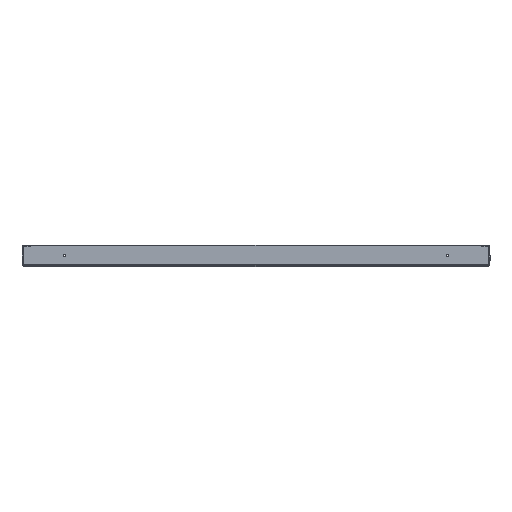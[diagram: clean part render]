
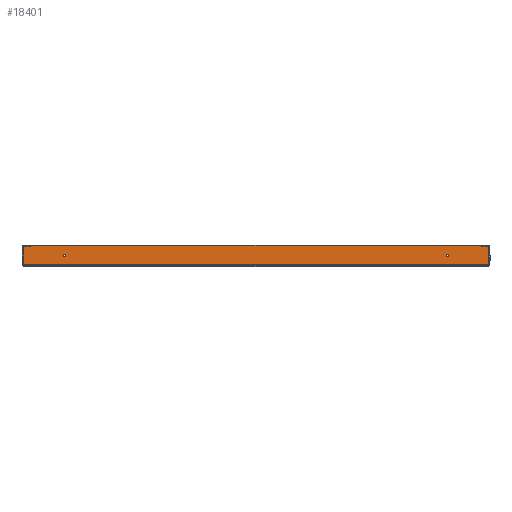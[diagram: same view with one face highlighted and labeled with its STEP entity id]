
A CAD part, front view. The second image highlights one B-rep face of the part: STEP entity #18401.
In plain terms, the highlighted planar face has unit normal (0, -1, 0).
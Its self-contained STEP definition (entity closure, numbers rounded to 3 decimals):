
#341 = DIRECTION ( 'NONE',  ( 0., 1., 0. ) ) ;
#501 = DIRECTION ( 'NONE',  ( 0., 1., 0. ) ) ;
#821 = AXIS2_PLACEMENT_3D ( 'NONE', #16126, #341, #14595 ) ;
#1488 = CARTESIAN_POINT ( 'NONE',  ( 546.929, -900., 3. ) ) ;
#1507 = AXIS2_PLACEMENT_3D ( 'NONE', #17584, #10870, #19039 ) ;
#1537 = AXIS2_PLACEMENT_3D ( 'NONE', #18835, #12532, #4841 ) ;
#1723 = CARTESIAN_POINT ( 'NONE',  ( 450., -900., 23.5 ) ) ;
#1881 = VERTEX_POINT ( 'NONE', #15841 ) ;
#1995 = CARTESIAN_POINT ( 'NONE',  ( -545.929, -900., 47. ) ) ;
#2022 = LINE ( 'NONE', #2130, #4703 ) ;
#2045 = CARTESIAN_POINT ( 'NONE',  ( -545.929, -900., 46. ) ) ;
#2130 = CARTESIAN_POINT ( 'NONE',  ( 0., -900., 47. ) ) ;
#2343 = EDGE_CURVE ( 'NONE', #1881, #13081, #10926, .T. ) ;
#2401 = ORIENTED_EDGE ( 'NONE', *, *, #15096, .T. ) ;
#2657 = ORIENTED_EDGE ( 'NONE', *, *, #12563, .T. ) ;
#2825 = CIRCLE ( 'NONE', #821, 3. ) ;
#3575 = CARTESIAN_POINT ( 'NONE',  ( 450., -900., 20.5 ) ) ;
#3945 = DIRECTION ( 'NONE',  ( 0., 0., 1. ) ) ;
#4129 = VECTOR ( 'NONE', #19475, 1000. ) ;
#4504 = VECTOR ( 'NONE', #12658, 1000. ) ;
#4703 = VECTOR ( 'NONE', #8481, 1000. ) ;
#4841 = DIRECTION ( 'NONE',  ( 0., 0., 1. ) ) ;
#4858 = DIRECTION ( 'NONE',  ( 0., 1., 0. ) ) ;
#4917 = EDGE_LOOP ( 'NONE', ( #2401, #19216 ) ) ;
#5005 = CARTESIAN_POINT ( 'NONE',  ( 546.929, -900., 0. ) ) ;
#5413 = FACE_OUTER_BOUND ( 'NONE', #19091, .T. ) ;
#5528 = VERTEX_POINT ( 'NONE', #1488 ) ;
#5943 = CARTESIAN_POINT ( 'NONE',  ( 546.929, -900., 46. ) ) ;
#6040 = VERTEX_POINT ( 'NONE', #7776 ) ;
#6439 = DIRECTION ( 'NONE',  ( 0., -1., 0. ) ) ;
#6605 = ORIENTED_EDGE ( 'NONE', *, *, #2343, .T. ) ;
#6835 = CARTESIAN_POINT ( 'NONE',  ( -550., -900., 3. ) ) ;
#7509 = CARTESIAN_POINT ( 'NONE',  ( -546.929, -900., 3. ) ) ;
#7776 = CARTESIAN_POINT ( 'NONE',  ( -546.929, -900., 46. ) ) ;
#8170 = CIRCLE ( 'NONE', #10150, 3. ) ;
#8197 = LINE ( 'NONE', #11306, #4504 ) ;
#8323 = EDGE_CURVE ( 'NONE', #14564, #17966, #14837, .T. ) ;
#8415 = CARTESIAN_POINT ( 'NONE',  ( 0., -900., 0. ) ) ;
#8481 = DIRECTION ( 'NONE',  ( -1., 0., 0. ) ) ;
#9126 = CIRCLE ( 'NONE', #18699, 1. ) ;
#9489 = CARTESIAN_POINT ( 'NONE',  ( -450., -900., 20.5 ) ) ;
#9503 = VERTEX_POINT ( 'NONE', #3575 ) ;
#9728 = EDGE_CURVE ( 'NONE', #5528, #14564, #17325, .T. ) ;
#9831 = ORIENTED_EDGE ( 'NONE', *, *, #11991, .F. ) ;
#9927 = ORIENTED_EDGE ( 'NONE', *, *, #8323, .T. ) ;
#9972 = FACE_BOUND ( 'NONE', #19528, .T. ) ;
#10150 = AXIS2_PLACEMENT_3D ( 'NONE', #1723, #4858, #11581 ) ;
#10282 = AXIS2_PLACEMENT_3D ( 'NONE', #12869, #12770, #17617 ) ;
#10870 = DIRECTION ( 'NONE',  ( 0., 1., 0. ) ) ;
#10926 = CIRCLE ( 'NONE', #10282, 3. ) ;
#11078 = VECTOR ( 'NONE', #15989, 1000. ) ;
#11306 = CARTESIAN_POINT ( 'NONE',  ( -546.929, -900., 0. ) ) ;
#11581 = DIRECTION ( 'NONE',  ( 0., 0., 1. ) ) ;
#11991 = EDGE_CURVE ( 'NONE', #5528, #19548, #16047, .T. ) ;
#12367 = ORIENTED_EDGE ( 'NONE', *, *, #20098, .T. ) ;
#12532 = DIRECTION ( 'NONE',  ( 0., -1., 0. ) ) ;
#12563 = EDGE_CURVE ( 'NONE', #13162, #6040, #9126, .T. ) ;
#12658 = DIRECTION ( 'NONE',  ( 0., 0., 1. ) ) ;
#12770 = DIRECTION ( 'NONE',  ( 0., 1., 0. ) ) ;
#12869 = CARTESIAN_POINT ( 'NONE',  ( -450., -900., 23.5 ) ) ;
#13081 = VERTEX_POINT ( 'NONE', #9489 ) ;
#13162 = VERTEX_POINT ( 'NONE', #1995 ) ;
#14080 = EDGE_CURVE ( 'NONE', #9503, #16097, #2825, .T. ) ;
#14564 = VERTEX_POINT ( 'NONE', #5943 ) ;
#14595 = DIRECTION ( 'NONE',  ( 0., 0., 1. ) ) ;
#14837 = CIRCLE ( 'NONE', #1537, 1. ) ;
#14884 = CARTESIAN_POINT ( 'NONE',  ( 450., -900., 26.5 ) ) ;
#15052 = FACE_BOUND ( 'NONE', #4917, .T. ) ;
#15096 = EDGE_CURVE ( 'NONE', #16097, #9503, #8170, .T. ) ;
#15283 = AXIS2_PLACEMENT_3D ( 'NONE', #8415, #501, #3945 ) ;
#15782 = CIRCLE ( 'NONE', #1507, 3. ) ;
#15841 = CARTESIAN_POINT ( 'NONE',  ( -450., -900., 26.5 ) ) ;
#15877 = ORIENTED_EDGE ( 'NONE', *, *, #16622, .F. ) ;
#15989 = DIRECTION ( 'NONE',  ( 0., 0., 1. ) ) ;
#16047 = LINE ( 'NONE', #6835, #4129 ) ;
#16097 = VERTEX_POINT ( 'NONE', #14884 ) ;
#16126 = CARTESIAN_POINT ( 'NONE',  ( 450., -900., 23.5 ) ) ;
#16622 = EDGE_CURVE ( 'NONE', #19548, #6040, #8197, .T. ) ;
#16919 = EDGE_CURVE ( 'NONE', #13081, #1881, #15782, .T. ) ;
#17325 = LINE ( 'NONE', #5005, #11078 ) ;
#17584 = CARTESIAN_POINT ( 'NONE',  ( -450., -900., 23.5 ) ) ;
#17617 = DIRECTION ( 'NONE',  ( 0., 0., 1. ) ) ;
#17946 = PLANE ( 'NONE',  #15283 ) ;
#17966 = VERTEX_POINT ( 'NONE', #18209 ) ;
#18209 = CARTESIAN_POINT ( 'NONE',  ( 545.929, -900., 47. ) ) ;
#18401 = ADVANCED_FACE ( 'NONE', ( #9972, #15052, #5413 ), #17946, .F. ) ;
#18699 = AXIS2_PLACEMENT_3D ( 'NONE', #2045, #6439, #19179 ) ;
#18722 = ORIENTED_EDGE ( 'NONE', *, *, #16919, .T. ) ;
#18835 = CARTESIAN_POINT ( 'NONE',  ( 545.929, -900., 46. ) ) ;
#19039 = DIRECTION ( 'NONE',  ( 0., 0., 1. ) ) ;
#19091 = EDGE_LOOP ( 'NONE', ( #12367, #2657, #15877, #9831, #19992, #9927 ) ) ;
#19179 = DIRECTION ( 'NONE',  ( 0., 0., 1. ) ) ;
#19216 = ORIENTED_EDGE ( 'NONE', *, *, #14080, .T. ) ;
#19475 = DIRECTION ( 'NONE',  ( -1., 0., 0. ) ) ;
#19528 = EDGE_LOOP ( 'NONE', ( #6605, #18722 ) ) ;
#19548 = VERTEX_POINT ( 'NONE', #7509 ) ;
#19992 = ORIENTED_EDGE ( 'NONE', *, *, #9728, .T. ) ;
#20098 = EDGE_CURVE ( 'NONE', #17966, #13162, #2022, .T. ) ;
